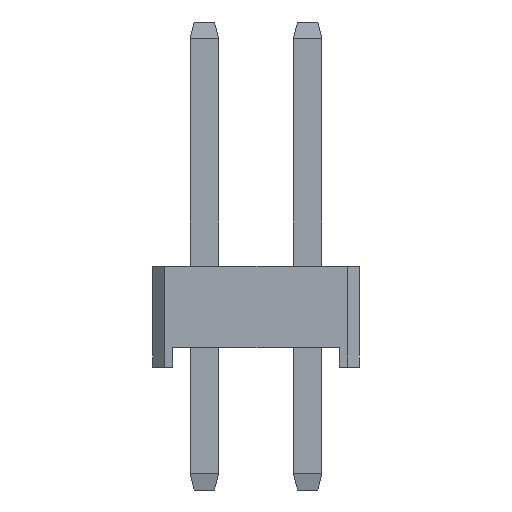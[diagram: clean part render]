
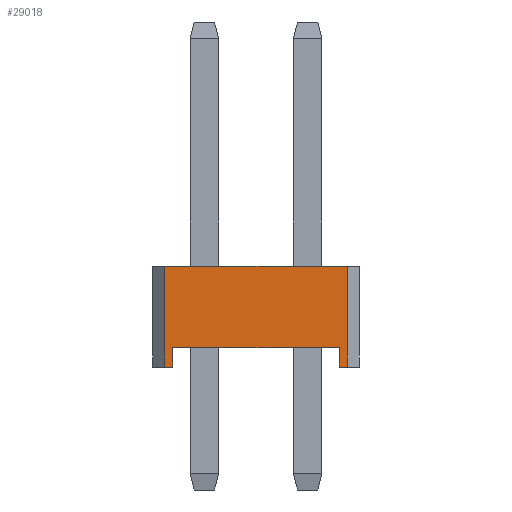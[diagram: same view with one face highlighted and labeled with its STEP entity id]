
A CAD part, left-side view. The second image highlights one B-rep face of the part: STEP entity #29018.
In plain terms, the highlighted planar face has unit normal (-1, 0, 0).
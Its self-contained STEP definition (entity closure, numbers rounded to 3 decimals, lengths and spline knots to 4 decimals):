
#1340=FACE_OUTER_BOUND('',#2938,.T.);
#2938=EDGE_LOOP('',(#18930,#18931,#18932,#18933,#18934,#18935,#18936,#18937));
#4903=LINE('',#40892,#8298);
#4913=LINE('',#40911,#8308);
#4936=LINE('',#40956,#8331);
#4938=LINE('',#40960,#8333);
#4939=LINE('',#40961,#8334);
#4940=LINE('',#40963,#8335);
#4941=LINE('',#40964,#8336);
#4942=LINE('',#40965,#8337);
#8298=VECTOR('',#32514,1.);
#8308=VECTOR('',#32526,1.);
#8331=VECTOR('',#32561,1.);
#8333=VECTOR('',#32565,1.);
#8334=VECTOR('',#32566,1.);
#8335=VECTOR('',#32567,1.);
#8336=VECTOR('',#32568,1.);
#8337=VECTOR('',#32569,1.);
#11621=VERTEX_POINT('',#40890);
#11622=VERTEX_POINT('',#40891);
#11629=VERTEX_POINT('',#40909);
#11630=VERTEX_POINT('',#40910);
#11645=VERTEX_POINT('',#40953);
#11646=VERTEX_POINT('',#40955);
#11647=VERTEX_POINT('',#40959);
#11648=VERTEX_POINT('',#40962);
#14419=EDGE_CURVE('',#11621,#11622,#4903,.T.);
#14429=EDGE_CURVE('',#11629,#11630,#4913,.T.);
#14452=EDGE_CURVE('',#11646,#11645,#4936,.T.);
#14454=EDGE_CURVE('',#11645,#11647,#4938,.T.);
#14455=EDGE_CURVE('',#11621,#11647,#4939,.T.);
#14456=EDGE_CURVE('',#11622,#11648,#4940,.T.);
#14457=EDGE_CURVE('',#11648,#11630,#4941,.T.);
#14458=EDGE_CURVE('',#11646,#11629,#4942,.T.);
#18930=ORIENTED_EDGE('',*,*,#14452,.T.);
#18931=ORIENTED_EDGE('',*,*,#14454,.T.);
#18932=ORIENTED_EDGE('',*,*,#14455,.F.);
#18933=ORIENTED_EDGE('',*,*,#14419,.T.);
#18934=ORIENTED_EDGE('',*,*,#14456,.T.);
#18935=ORIENTED_EDGE('',*,*,#14457,.T.);
#18936=ORIENTED_EDGE('',*,*,#14429,.F.);
#18937=ORIENTED_EDGE('',*,*,#14458,.F.);
#26168=PLANE('',#30593);
#29018=ADVANCED_FACE('',(#1340),#26168,.F.);
#30593=AXIS2_PLACEMENT_3D('',#40958,#32563,#32564);
#32514=DIRECTION('',(0.,-1.,0.));
#32526=DIRECTION('',(0.,0.,-1.));
#32561=DIRECTION('',(0.,0.,-1.));
#32563=DIRECTION('center_axis',(1.,0.,0.));
#32564=DIRECTION('ref_axis',(0.,1.,0.));
#32565=DIRECTION('',(0.,-1.,0.));
#32566=DIRECTION('',(0.,0.,-1.));
#32567=DIRECTION('',(0.,0.,-1.));
#32568=DIRECTION('',(0.,-1.,0.));
#32569=DIRECTION('',(0.,-1.,0.));
#40890=CARTESIAN_POINT('',(-10.16,2.04,0.5));
#40891=CARTESIAN_POINT('',(-10.16,-2.04,0.5));
#40892=CARTESIAN_POINT('',(-10.16,2.24,0.5));
#40909=CARTESIAN_POINT('',(-10.16,-2.24,2.5));
#40910=CARTESIAN_POINT('',(-10.16,-2.24,0.02));
#40911=CARTESIAN_POINT('',(-10.16,-2.24,2.5));
#40953=CARTESIAN_POINT('',(-10.16,2.24,0.02));
#40955=CARTESIAN_POINT('',(-10.16,2.24,2.5));
#40956=CARTESIAN_POINT('',(-10.16,2.24,2.5));
#40958=CARTESIAN_POINT('Origin',(-10.16,2.24,2.5));
#40959=CARTESIAN_POINT('',(-10.16,2.04,0.02));
#40960=CARTESIAN_POINT('',(-10.16,1.27,0.02));
#40961=CARTESIAN_POINT('',(-10.16,2.04,0.52));
#40962=CARTESIAN_POINT('',(-10.16,-2.04,0.02));
#40963=CARTESIAN_POINT('',(-10.16,-2.04,0.52));
#40964=CARTESIAN_POINT('',(-10.16,1.27,0.02));
#40965=CARTESIAN_POINT('',(-10.16,2.24,2.5));
